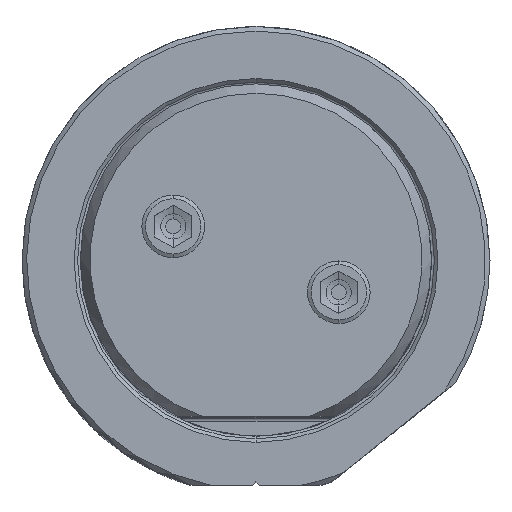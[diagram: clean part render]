
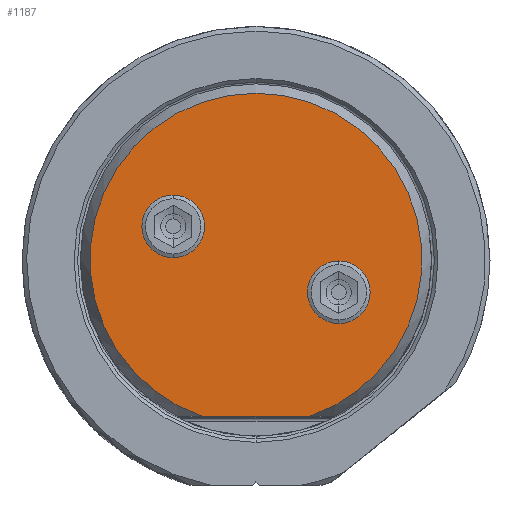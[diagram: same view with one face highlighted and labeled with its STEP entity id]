
A CAD part, top view. The second image highlights one B-rep face of the part: STEP entity #1187.
In plain terms, the highlighted planar face has unit normal (0, 0, 1).
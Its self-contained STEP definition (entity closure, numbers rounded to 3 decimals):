
#88=FACE_BOUND('',#1893,.T.);
#89=FACE_BOUND('',#1894,.T.);
#90=FACE_BOUND('',#1895,.T.);
#202=PLANE('',#6387);
#570=LINE('',#13447,#901);
#901=VECTOR('',#7533,1.);
#1187=ADVANCED_FACE('',(#88,#89,#90),#202,.T.);
#1893=EDGE_LOOP('',(#3168,#3169,#3170));
#1894=EDGE_LOOP('',(#3171,#3172));
#1895=EDGE_LOOP('',(#3173,#3174));
#3168=ORIENTED_EDGE('',*,*,#5215,.T.);
#3169=ORIENTED_EDGE('',*,*,#5218,.T.);
#3170=ORIENTED_EDGE('',*,*,#5216,.T.);
#3171=ORIENTED_EDGE('',*,*,#5221,.T.);
#3172=ORIENTED_EDGE('',*,*,#5222,.T.);
#3173=ORIENTED_EDGE('',*,*,#5223,.T.);
#3174=ORIENTED_EDGE('',*,*,#5224,.T.);
#4492=VERTEX_POINT('',#13437);
#4493=VERTEX_POINT('',#13439);
#4494=VERTEX_POINT('',#13441);
#4495=VERTEX_POINT('',#13454);
#4496=VERTEX_POINT('',#13455);
#4497=VERTEX_POINT('',#13458);
#4498=VERTEX_POINT('',#13459);
#5215=EDGE_CURVE('',#4493,#4492,#5762,.T.);
#5216=EDGE_CURVE('',#4494,#4493,#5763,.T.);
#5218=EDGE_CURVE('',#4492,#4494,#570,.T.);
#5221=EDGE_CURVE('',#4495,#4496,#5764,.T.);
#5222=EDGE_CURVE('',#4496,#4495,#5765,.T.);
#5223=EDGE_CURVE('',#4497,#4498,#5766,.T.);
#5224=EDGE_CURVE('',#4498,#4497,#5767,.T.);
#5762=CIRCLE('',#6377,18.022);
#5763=CIRCLE('',#6378,18.022);
#5764=CIRCLE('',#6383,3.4);
#5765=CIRCLE('',#6384,3.4);
#5766=CIRCLE('',#6385,3.4);
#5767=CIRCLE('',#6386,3.4);
#6377=AXIS2_PLACEMENT_3D('',#13438,#7527,#7528);
#6378=AXIS2_PLACEMENT_3D('',#13440,#7529,#7530);
#6383=AXIS2_PLACEMENT_3D('',#13453,#7542,#7543);
#6384=AXIS2_PLACEMENT_3D('',#13456,#7544,#7545);
#6385=AXIS2_PLACEMENT_3D('',#13457,#7546,#7547);
#6386=AXIS2_PLACEMENT_3D('',#13460,#7548,#7549);
#6387=AXIS2_PLACEMENT_3D('',#13461,#7550,#7551);
#7527=DIRECTION('',(0.,0.,1.));
#7528=DIRECTION('',(0.,1.,0.));
#7529=DIRECTION('',(0.,0.,1.));
#7530=DIRECTION('',(0.324,-0.946,0.));
#7533=DIRECTION('',(1.,0.,0.));
#7542=DIRECTION('',(0.,0.,-1.));
#7543=DIRECTION('',(1.,0.,0.));
#7544=DIRECTION('',(0.,0.,-1.));
#7545=DIRECTION('',(-1.,0.,0.));
#7546=DIRECTION('',(0.,0.,-1.));
#7547=DIRECTION('',(1.,0.,0.));
#7548=DIRECTION('',(0.,0.,-1.));
#7549=DIRECTION('',(-1.,0.,0.));
#7550=DIRECTION('',(0.,0.,1.));
#7551=DIRECTION('',(1.,0.,0.));
#13437=CARTESIAN_POINT('',(-5.839,-17.05,69.85));
#13438=CARTESIAN_POINT('',(0.,0.,69.85));
#13439=CARTESIAN_POINT('',(0.,18.022,69.85));
#13440=CARTESIAN_POINT('',(0.,0.,69.85));
#13441=CARTESIAN_POINT('',(5.839,-17.05,69.85));
#13447=CARTESIAN_POINT('',(-5.839,-17.05,69.85));
#13453=CARTESIAN_POINT('',(8.991,-3.578,69.85));
#13454=CARTESIAN_POINT('',(12.391,-3.578,69.85));
#13455=CARTESIAN_POINT('',(5.591,-3.578,69.85));
#13456=CARTESIAN_POINT('',(8.991,-3.578,69.85));
#13457=CARTESIAN_POINT('',(-8.991,3.578,69.85));
#13458=CARTESIAN_POINT('',(-5.591,3.578,69.85));
#13459=CARTESIAN_POINT('',(-12.391,3.578,69.85));
#13460=CARTESIAN_POINT('',(-8.991,3.578,69.85));
#13461=CARTESIAN_POINT('',(0.,0.487,69.85));
